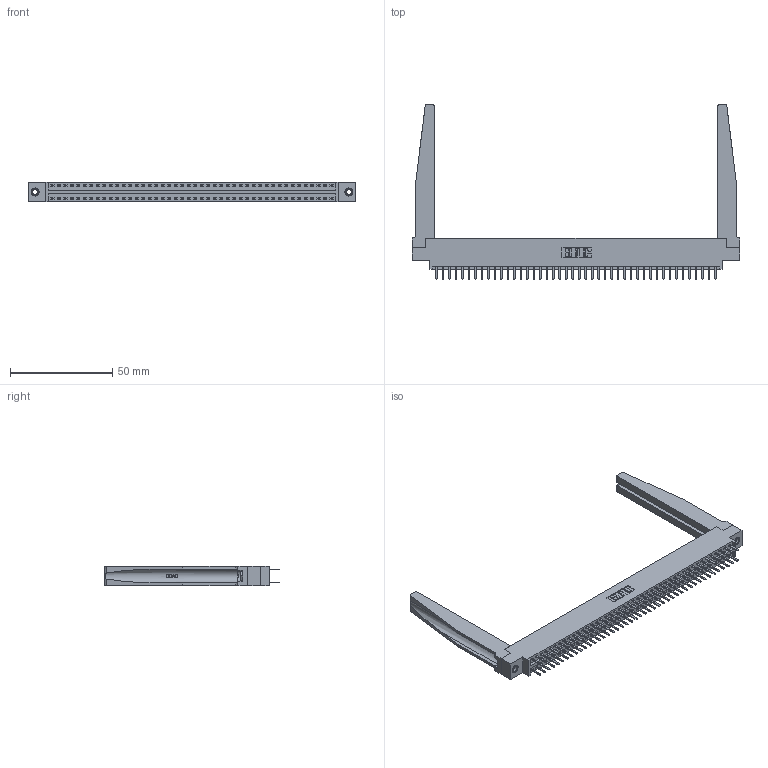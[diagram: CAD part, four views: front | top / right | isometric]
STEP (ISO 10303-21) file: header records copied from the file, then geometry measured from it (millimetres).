
FILE_DESCRIPTION (( 'STEP AP203' ), '1' );
FILE_NAME ('396-088-520-878.STEP', '2019-11-02T15:00:49', ( '' ), ( '' ), 'SwSTEP 2.0', 'SolidWorks 2016', '' );
FILE_SCHEMA (( 'CONFIG_CONTROL_DESIGN' ));
Length unit declared in the file: inch
Products named in the file (5): 346 Part_0.170 Offset - 0.156 Dia-TH; 345-292-001_345-293-120; 346-220-078_345-220-078; 345-250-001_345-250-001-102; 396-088-520-878
Assembly tree (93 placements, depth 2):
  396-088-520-878
    346 Part_0.170 Offset - 0.156 Dia-TH
    345-292-001_345-293-120  x88
    346-220-078_345-220-078  x2
    345-250-001_345-250-001-102  x2
Bounding box: 160.27 x 85.29 x 9.4 mm (x, y, z)
Volume: 22359.8 mm3; surface area: 27896.3 mm2
Topology: 93 solids, 93 shells, 5288 faces, 15293 edges, 9950 vertices
Faces by surface type: plane 3478, cylinder 1758, bspline 36, cone 12, torus 4
Entity records: 33440 total; most frequent: CARTESIAN_POINT 6459, ORIENTED_EDGE 5270, DIRECTION 4717, EDGE_CURVE 2635, LINE 2229, VECTOR 2229, VERTEX_POINT 1748, AXIS2_PLACEMENT_3D 1244
